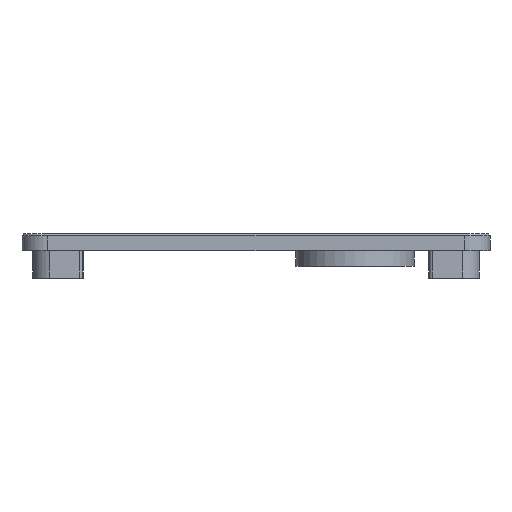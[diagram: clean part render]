
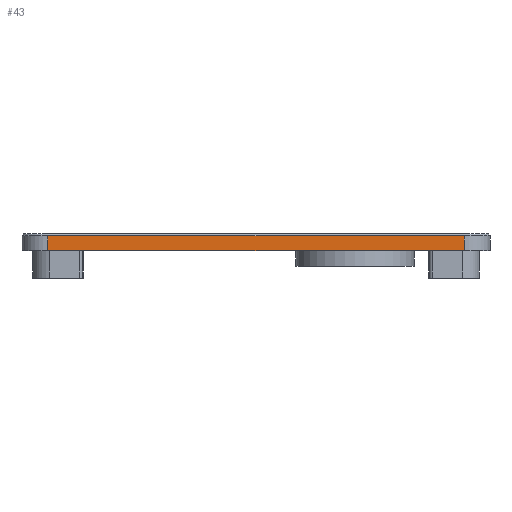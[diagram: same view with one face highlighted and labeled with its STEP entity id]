
A CAD part, front view. The second image highlights one B-rep face of the part: STEP entity #43.
In plain terms, the highlighted planar face has unit normal (0, -1, 0).
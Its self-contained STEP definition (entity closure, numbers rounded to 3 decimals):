
#43 = ADVANCED_FACE ( 'NONE', ( #776 ), #1711, .F. ) ;
#62 = DIRECTION ( 'NONE',  ( 0., 0., -1. ) ) ;
#131 = ORIENTED_EDGE ( 'NONE', *, *, #2123, .T. ) ;
#151 = CARTESIAN_POINT ( 'NONE',  ( -37.6, -46.9, 0. ) ) ;
#204 = CARTESIAN_POINT ( 'NONE',  ( -33.5, -46.9, 0. ) ) ;
#221 = CARTESIAN_POINT ( 'NONE',  ( -33.5, -46.9, 2.5 ) ) ;
#332 = ORIENTED_EDGE ( 'NONE', *, *, #1387, .T. ) ;
#438 = ORIENTED_EDGE ( 'NONE', *, *, #1974, .T. ) ;
#471 = EDGE_LOOP ( 'NONE', ( #332, #131, #823, #438 ) ) ;
#570 = VECTOR ( 'NONE', #1845, 1000. ) ;
#715 = CARTESIAN_POINT ( 'NONE',  ( 33.5, -46.9, 2.4 ) ) ;
#752 = CARTESIAN_POINT ( 'NONE',  ( 33.5, -46.9, 0. ) ) ;
#753 = VERTEX_POINT ( 'NONE', #752 ) ;
#776 = FACE_OUTER_BOUND ( 'NONE', #471, .T. ) ;
#823 = ORIENTED_EDGE ( 'NONE', *, *, #1602, .T. ) ;
#839 = AXIS2_PLACEMENT_3D ( 'NONE', #1352, #1879, #855 ) ;
#855 = DIRECTION ( 'NONE',  ( -1., 0., 0. ) ) ;
#954 = CARTESIAN_POINT ( 'NONE',  ( -33.5, -46.9, 2.4 ) ) ;
#985 = DIRECTION ( 'NONE',  ( 1., 0., 0. ) ) ;
#1014 = LINE ( 'NONE', #954, #1204 ) ;
#1105 = DIRECTION ( 'NONE',  ( -1., 0., 0. ) ) ;
#1204 = VECTOR ( 'NONE', #1105, 1000. ) ;
#1352 = CARTESIAN_POINT ( 'NONE',  ( -37.6, -46.9, 2.5 ) ) ;
#1387 = EDGE_CURVE ( 'NONE', #753, #1628, #1388, .T. ) ;
#1388 = LINE ( 'NONE', #2152, #570 ) ;
#1547 = VERTEX_POINT ( 'NONE', #2028 ) ;
#1602 = EDGE_CURVE ( 'NONE', #1547, #1612, #1649, .T. ) ;
#1612 = VERTEX_POINT ( 'NONE', #204 ) ;
#1628 = VERTEX_POINT ( 'NONE', #715 ) ;
#1649 = LINE ( 'NONE', #221, #1934 ) ;
#1693 = VECTOR ( 'NONE', #985, 1000. ) ;
#1711 = PLANE ( 'NONE',  #839 ) ;
#1845 = DIRECTION ( 'NONE',  ( 0., 0., 1. ) ) ;
#1879 = DIRECTION ( 'NONE',  ( 0., 1., 0. ) ) ;
#1934 = VECTOR ( 'NONE', #62, 1000. ) ;
#1974 = EDGE_CURVE ( 'NONE', #1612, #753, #2108, .T. ) ;
#2028 = CARTESIAN_POINT ( 'NONE',  ( -33.5, -46.9, 2.4 ) ) ;
#2108 = LINE ( 'NONE', #151, #1693 ) ;
#2123 = EDGE_CURVE ( 'NONE', #1628, #1547, #1014, .T. ) ;
#2152 = CARTESIAN_POINT ( 'NONE',  ( 33.5, -46.9, 2.5 ) ) ;
